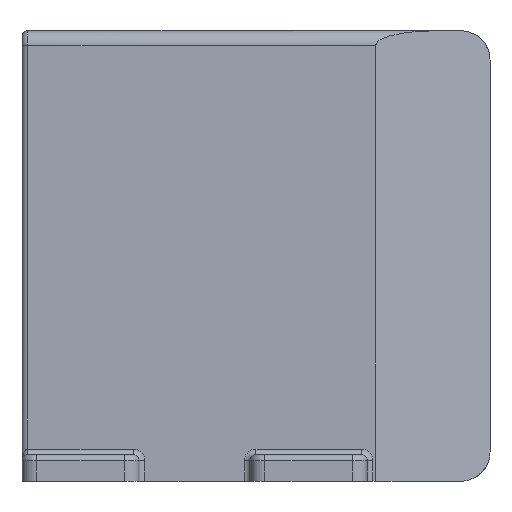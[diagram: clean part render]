
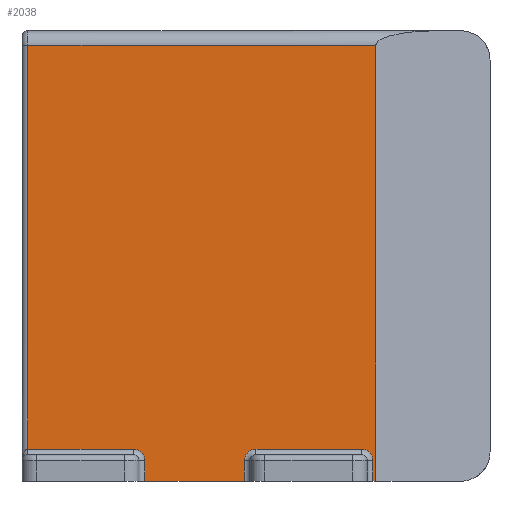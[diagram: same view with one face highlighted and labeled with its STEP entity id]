
A CAD part, left-side view. The second image highlights one B-rep face of the part: STEP entity #2038.
In plain terms, the highlighted planar face has unit normal (-1, 0, 0).
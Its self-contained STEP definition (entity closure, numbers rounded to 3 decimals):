
#51=PLANE('',#2211);
#150=FACE_OUTER_BOUND('',#279,.T.);
#279=EDGE_LOOP('',(#1409,#1410,#1411,#1412,#1413,#1414,#1415,#1416,#1417,
#1418,#1419,#1420,#1421));
#419=LINE('',#3238,#564);
#421=LINE('',#3250,#566);
#423=LINE('',#3262,#568);
#424=LINE('',#3265,#569);
#425=LINE('',#3267,#570);
#426=LINE('',#3269,#571);
#427=LINE('',#3271,#572);
#428=LINE('',#3273,#573);
#429=LINE('',#3277,#574);
#430=LINE('',#3278,#575);
#564=VECTOR('',#2528,10.);
#566=VECTOR('',#2542,10.);
#568=VECTOR('',#2556,10.);
#569=VECTOR('',#2559,10.);
#570=VECTOR('',#2560,1.);
#571=VECTOR('',#2561,10.);
#572=VECTOR('',#2562,10.);
#573=VECTOR('',#2563,10.);
#574=VECTOR('',#2566,10.);
#575=VECTOR('',#2567,10.);
#711=CIRCLE('',#2202,2.);
#715=CIRCLE('',#2208,2.);
#717=CIRCLE('',#2212,2.);
#850=VERTEX_POINT('',#3231);
#853=VERTEX_POINT('',#3236);
#854=VERTEX_POINT('',#3240);
#856=VERTEX_POINT('',#3246);
#858=VERTEX_POINT('',#3252);
#860=VERTEX_POINT('',#3258);
#862=VERTEX_POINT('',#3264);
#863=VERTEX_POINT('',#3266);
#864=VERTEX_POINT('',#3268);
#865=VERTEX_POINT('',#3270);
#866=VERTEX_POINT('',#3272);
#867=VERTEX_POINT('',#3274);
#868=VERTEX_POINT('',#3276);
#1055=EDGE_CURVE('',#853,#850,#419,.T.);
#1058=EDGE_CURVE('',#850,#854,#711,.T.);
#1061=EDGE_CURVE('',#854,#856,#421,.T.);
#1064=EDGE_CURVE('',#856,#858,#715,.T.);
#1067=EDGE_CURVE('',#858,#860,#423,.T.);
#1068=EDGE_CURVE('',#862,#853,#424,.T.);
#1069=EDGE_CURVE('',#862,#863,#425,.T.);
#1070=EDGE_CURVE('',#864,#863,#426,.T.);
#1071=EDGE_CURVE('',#865,#864,#427,.T.);
#1072=EDGE_CURVE('',#866,#865,#428,.T.);
#1073=EDGE_CURVE('',#867,#866,#717,.T.);
#1074=EDGE_CURVE('',#868,#867,#429,.T.);
#1075=EDGE_CURVE('',#860,#868,#430,.T.);
#1409=ORIENTED_EDGE('',*,*,#1067,.F.);
#1410=ORIENTED_EDGE('',*,*,#1064,.F.);
#1411=ORIENTED_EDGE('',*,*,#1061,.F.);
#1412=ORIENTED_EDGE('',*,*,#1058,.F.);
#1413=ORIENTED_EDGE('',*,*,#1055,.F.);
#1414=ORIENTED_EDGE('',*,*,#1068,.F.);
#1415=ORIENTED_EDGE('',*,*,#1069,.T.);
#1416=ORIENTED_EDGE('',*,*,#1070,.F.);
#1417=ORIENTED_EDGE('',*,*,#1071,.F.);
#1418=ORIENTED_EDGE('',*,*,#1072,.F.);
#1419=ORIENTED_EDGE('',*,*,#1073,.F.);
#1420=ORIENTED_EDGE('',*,*,#1074,.F.);
#1421=ORIENTED_EDGE('',*,*,#1075,.F.);
#2038=ADVANCED_FACE('',(#150),#51,.F.);
#2202=AXIS2_PLACEMENT_3D('',#3244,#2535,#2536);
#2208=AXIS2_PLACEMENT_3D('',#3256,#2549,#2550);
#2211=AXIS2_PLACEMENT_3D('',#3263,#2557,#2558);
#2212=AXIS2_PLACEMENT_3D('',#3275,#2564,#2565);
#2528=DIRECTION('',(0.,0.,1.));
#2535=DIRECTION('center_axis',(-1.,0.,0.));
#2536=DIRECTION('ref_axis',(0.,-0.707,0.707));
#2542=DIRECTION('',(0.,1.,0.));
#2549=DIRECTION('center_axis',(-1.,0.,0.));
#2550=DIRECTION('ref_axis',(0.,0.707,0.707));
#2556=DIRECTION('',(0.,0.,-1.));
#2557=DIRECTION('center_axis',(1.,0.,0.));
#2558=DIRECTION('ref_axis',(0.,0.,-1.));
#2559=DIRECTION('',(0.,1.,0.));
#2560=DIRECTION('',(0.,0.,1.));
#2561=DIRECTION('',(0.,-1.,0.));
#2562=DIRECTION('',(0.,0.,1.));
#2563=DIRECTION('',(0.,1.,0.));
#2564=DIRECTION('center_axis',(-1.,0.,0.));
#2565=DIRECTION('ref_axis',(0.,-0.707,0.707));
#2566=DIRECTION('',(0.,0.,1.));
#2567=DIRECTION('',(0.,1.,0.));
#3231=CARTESIAN_POINT('',(102.5,-70.,3.5));
#3236=CARTESIAN_POINT('',(102.5,-70.,0.));
#3238=CARTESIAN_POINT('',(102.5,-70.,19.625));
#3240=CARTESIAN_POINT('',(102.5,-68.,5.5));
#3244=CARTESIAN_POINT('Origin',(102.5,-68.,3.5));
#3246=CARTESIAN_POINT('',(102.5,-50.,5.5));
#3250=CARTESIAN_POINT('',(102.5,-10.001,5.5));
#3252=CARTESIAN_POINT('',(102.5,-48.,3.5));
#3256=CARTESIAN_POINT('Origin',(102.5,-50.,3.5));
#3258=CARTESIAN_POINT('',(102.5,-48.,0.));
#3262=CARTESIAN_POINT('',(102.5,-48.,19.625));
#3263=CARTESIAN_POINT('Origin',(102.5,-10.003,38.));
#3264=CARTESIAN_POINT('',(102.5,-70.484,0.));
#3265=CARTESIAN_POINT('',(102.5,-20.001,0.));
#3266=CARTESIAN_POINT('',(102.5,-70.484,74.499));
#3267=CARTESIAN_POINT('',(102.5,-70.484,18.996));
#3268=CARTESIAN_POINT('',(102.5,-11.,74.499));
#3269=CARTESIAN_POINT('',(102.5,-10.003,74.499));
#3270=CARTESIAN_POINT('',(102.5,-11.,5.5));
#3271=CARTESIAN_POINT('',(102.5,-11.,19.));
#3272=CARTESIAN_POINT('',(102.5,-29.,5.5));
#3273=CARTESIAN_POINT('',(102.5,-10.001,5.5));
#3274=CARTESIAN_POINT('',(102.5,-31.,3.5));
#3275=CARTESIAN_POINT('Origin',(102.5,-29.,3.5));
#3276=CARTESIAN_POINT('',(102.5,-31.,0.));
#3277=CARTESIAN_POINT('',(102.5,-31.,19.625));
#3278=CARTESIAN_POINT('',(102.5,-20.001,0.));
